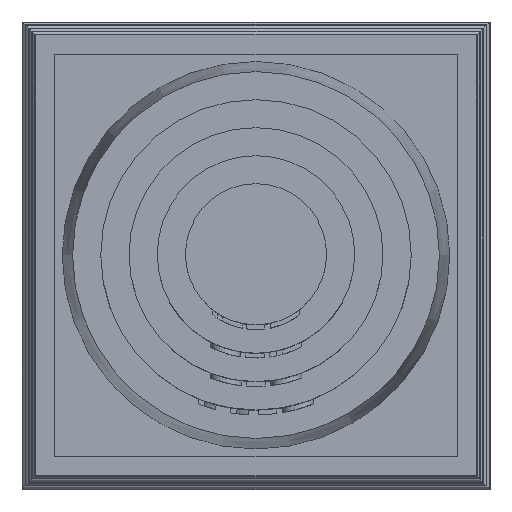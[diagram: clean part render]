
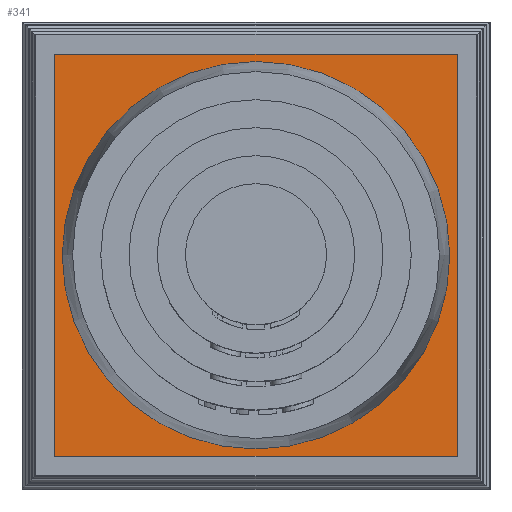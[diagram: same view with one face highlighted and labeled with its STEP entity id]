
A CAD part, top view. The second image highlights one B-rep face of the part: STEP entity #341.
In plain terms, the highlighted planar face has unit normal (0, 0, 1).
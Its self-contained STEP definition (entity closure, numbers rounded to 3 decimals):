
#227=CIRCLE('',#2696,8.237);
#265=FACE_BOUND('',#740,.T.);
#266=FACE_BOUND('',#741,.T.);
#341=ADVANCED_FACE('',(#265,#266),#501,.T.);
#501=PLANE('',#2697);
#740=EDGE_LOOP('',(#972));
#741=EDGE_LOOP('',(#973,#974,#975,#976));
#972=ORIENTED_EDGE('',*,*,#1902,.T.);
#973=ORIENTED_EDGE('',*,*,#1895,.T.);
#974=ORIENTED_EDGE('',*,*,#1898,.T.);
#975=ORIENTED_EDGE('',*,*,#1900,.T.);
#976=ORIENTED_EDGE('',*,*,#1901,.T.);
#1652=VERTEX_POINT('',#3464);
#1653=VERTEX_POINT('',#3466);
#1654=VERTEX_POINT('',#3470);
#1655=VERTEX_POINT('',#3474);
#1656=VERTEX_POINT('',#3480);
#1895=EDGE_CURVE('',#1653,#1652,#2249,.T.);
#1898=EDGE_CURVE('',#1652,#1654,#2252,.T.);
#1900=EDGE_CURVE('',#1654,#1655,#2254,.T.);
#1901=EDGE_CURVE('',#1655,#1653,#2255,.T.);
#1902=EDGE_CURVE('',#1656,#1656,#227,.T.);
#2249=LINE('',#3465,#2456);
#2252=LINE('',#3471,#2459);
#2254=LINE('',#3475,#2461);
#2255=LINE('',#3477,#2462);
#2456=VECTOR('',#2885,1.);
#2459=VECTOR('',#2890,1.);
#2461=VECTOR('',#2894,1.);
#2462=VECTOR('',#2897,1.);
#2696=AXIS2_PLACEMENT_3D('',#3479,#2900,#2901);
#2697=AXIS2_PLACEMENT_3D('',#3481,#2902,#2903);
#2885=DIRECTION('',(0.,-1.,0.));
#2890=DIRECTION('',(1.,0.,0.));
#2894=DIRECTION('',(0.,1.,0.));
#2897=DIRECTION('',(-1.,0.,0.));
#2900=DIRECTION('',(0.,0.,-1.));
#2901=DIRECTION('',(-1.,0.,0.));
#2902=DIRECTION('',(0.,0.,1.));
#2903=DIRECTION('',(-1.,0.,0.));
#3464=CARTESIAN_POINT('',(-8.55,-8.55,17.7));
#3465=CARTESIAN_POINT('',(-8.55,8.55,17.7));
#3466=CARTESIAN_POINT('',(-8.55,8.55,17.7));
#3470=CARTESIAN_POINT('',(8.55,-8.55,17.7));
#3471=CARTESIAN_POINT('',(-8.55,-8.55,17.7));
#3474=CARTESIAN_POINT('',(8.55,8.55,17.7));
#3475=CARTESIAN_POINT('',(8.55,-8.55,17.7));
#3477=CARTESIAN_POINT('',(8.55,8.55,17.7));
#3479=CARTESIAN_POINT('',(0.,0.,17.7));
#3480=CARTESIAN_POINT('',(-8.237,0.,17.7));
#3481=CARTESIAN_POINT('',(0.,0.,17.7));
